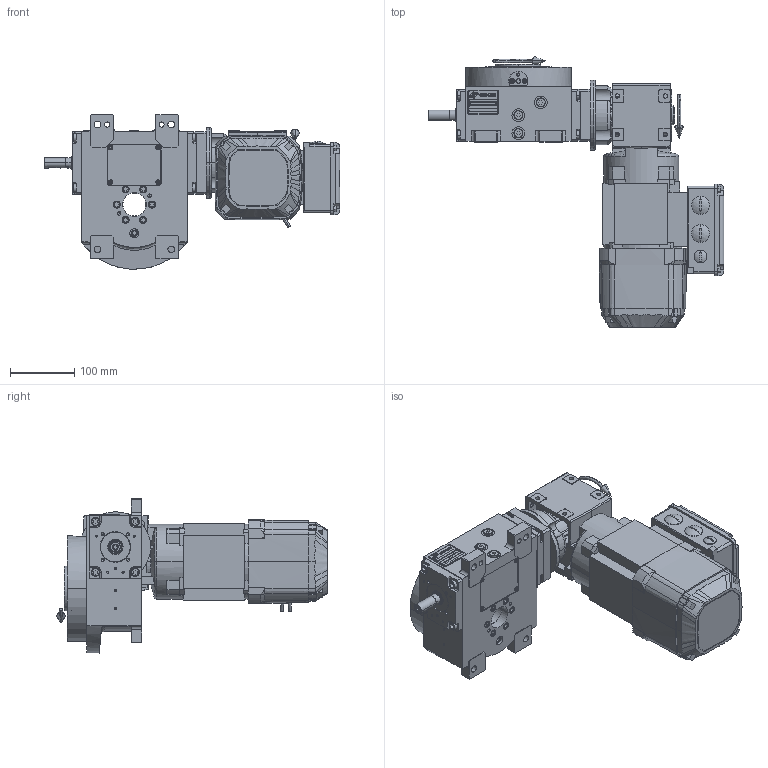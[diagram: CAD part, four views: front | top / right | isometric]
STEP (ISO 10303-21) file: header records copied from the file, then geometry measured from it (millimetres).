
FILE_DESCRIPTION (( 'STEP AP203' ), '1' );
FILE_NAME ('PC5201754.step', '2025-12-17T12:58:28', ( '' ), ( '' ), 'SwSTEP 2.0', 'SolidWorks 2020', '' );
FILE_SCHEMA (( 'CONFIG_CONTROL_DESIGN' ));
Length unit declared in the file: millimetre
Products named in the file (84): cfn2104_01_016; olio_agip_blasia_150; cfn2003_01_063; freccia_angolare; cfn2155_01_055; rig04_003_6; cfn2000_01_129; cfn2155_01_038; cfn2107_01_001; cfn2128_04_011; cfn2276_01_065; AS_rig04_014_s_005; cfn2000_01_147; CFN2010_01_006.stp; CFN2010_02_002.stp; cfn2151_01_092; cfn2151_01_087; CFN2155_01_007.stp; cfn2205_01_012; CFN2000_01_185.stp; freccia_angolare_albero; rig04_071_6_m.stp; RIG06_021_AF0.stp; AS_rig04_004; rig04_004_s_001; cfn2476_01_001_48x38; cfn2115_02_068; rig04_015; cfn2000_01_151; cfn2151_01_162; rig04_002_bl_007; cfn2000_01_161; CFN2356_03_051.stp; AS_900_38_30_003; AS_rig04_015; cfn2115_02_213; CFN2104_02_017.stp; cfn2070_05_001; PC5201754; RIG04_005_ASM.stp ...
Assembly tree (76 placements, depth 5):
  olio_agip_blasia_150
  cfn2276_01_065
  CFN2010_01_006.stp
  cfn2151_01_092
  cfn2151_01_087
Bounding box: 462 x 422.4 x 240.76 mm (x, y, z)
Volume: 7158199.7 mm3; surface area: 770852.2 mm2
Topology: 79 solids, 85 shells, 3114 faces, 7838 edges, 5061 vertices
Faces by surface type: plane 1540, cylinder 1068, cone 441, bspline 34, torus 19, sphere 12
Entity records: 106302 total; most frequent: CARTESIAN_POINT 24094, DIRECTION 15536, ORIENTED_EDGE 15078, EDGE_CURVE 7539, AXIS2_PLACEMENT_3D 5456, VERTEX_POINT 4916, VECTOR 4624, LINE 4624
